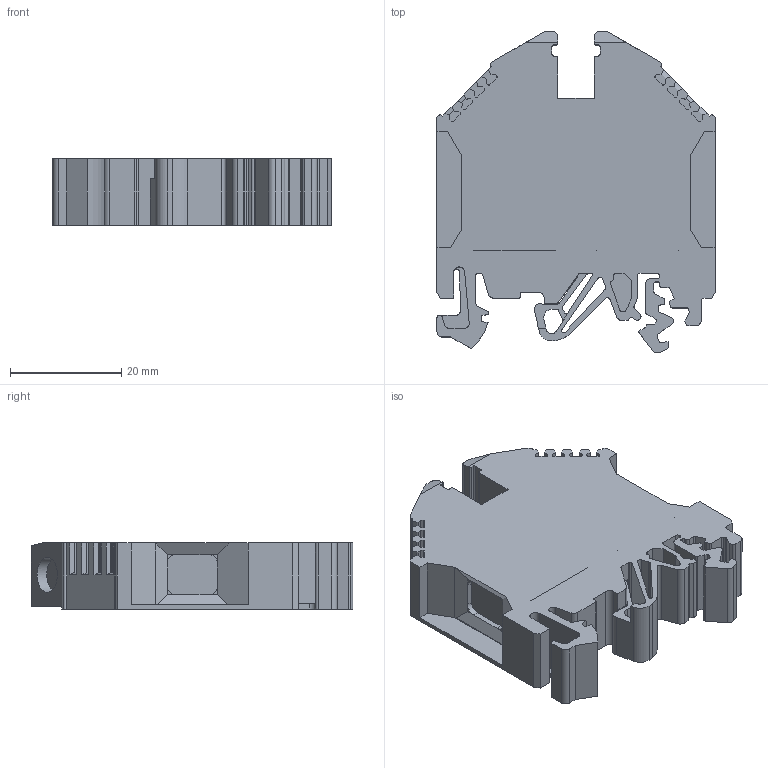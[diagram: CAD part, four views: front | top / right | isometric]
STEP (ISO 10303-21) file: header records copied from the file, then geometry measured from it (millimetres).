
FILE_DESCRIPTION(/* description */ (''),/* implementation_level */ '2;1');
FILE_NAME(/* name */ '1050_2_RK16_TS35_iso.stp',/* time_stamp */ '2010-06-15T10:52:53+02:00',/* author */ (''),/* organization */ (''),/* preprocessor_version */ 'ST-DEVELOPER v11',/* originating_system */ 'SIEMENS UGS NX 6.0',/* authorisation */ '');
FILE_SCHEMA (('CONFIG_CONTROL_DESIGN'));
Length unit declared in the file: millimetre
Products named in the file (1): rk160vol_051209
Bounding box: 50 x 57.85 x 11.9 mm (x, y, z)
Volume: 21207.4 mm3; surface area: 12464 mm2
Topology: 1 solids, 2 shells, 513 faces, 1485 edges, 983 vertices
Faces by surface type: plane 369, cylinder 144
Full cylindrical faces by diameter (mm): 6.3 x2
Entity records: 16857 total; most frequent: CARTESIAN_POINT 2976, ORIENTED_EDGE 2962, DIRECTION 2807, EDGE_CURVE 1481, LINE 1183, VECTOR 1183, VERTEX_POINT 981, AXIS2_PLACEMENT_3D 812
